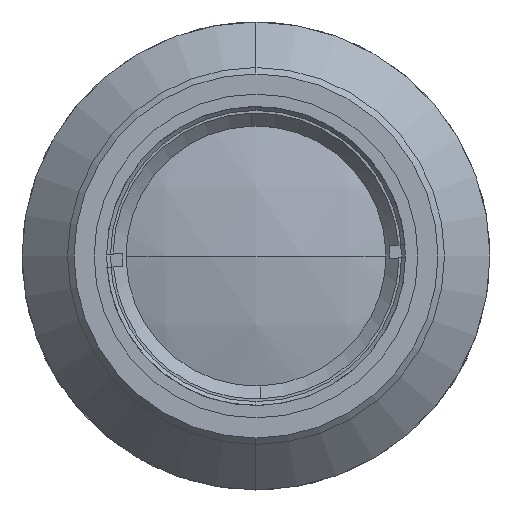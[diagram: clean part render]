
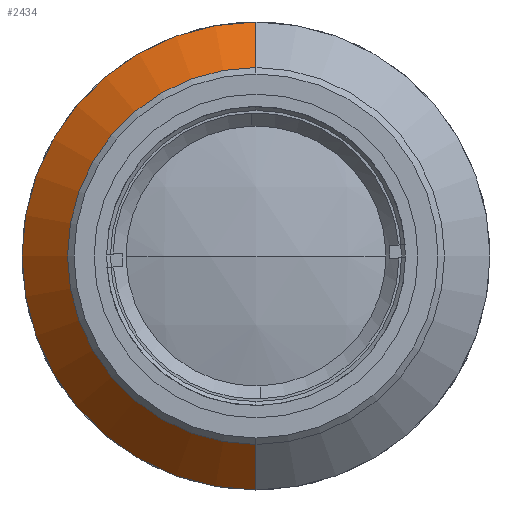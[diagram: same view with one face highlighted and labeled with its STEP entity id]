
A CAD part, left-side view. The second image highlights one B-rep face of the part: STEP entity #2434.
In plain terms, the highlighted conical face has half-angle 45 degrees and reference radius 18 mm.
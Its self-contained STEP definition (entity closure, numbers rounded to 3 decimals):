
#122 = CIRCLE ( 'NONE', #4696, 14.5 ) ;
#255 = VERTEX_POINT ( 'NONE', #2366 ) ;
#280 = DIRECTION ( 'NONE',  ( 0.707, 0., 0.707 ) ) ;
#341 = DIRECTION ( 'NONE',  ( -1., 0., 0. ) ) ;
#372 = DIRECTION ( 'NONE',  ( 0., 0., -1. ) ) ;
#497 = EDGE_CURVE ( 'NONE', #3520, #255, #4617, .T. ) ;
#659 = EDGE_CURVE ( 'NONE', #3175, #4598, #122, .T. ) ;
#700 = DIRECTION ( 'NONE',  ( 0.707, 0., -0.707 ) ) ;
#777 = CONICAL_SURFACE ( 'NONE', #853, 18., 0.785 ) ;
#853 = AXIS2_PLACEMENT_3D ( 'NONE', #2248, #3757, #372 ) ;
#1157 = ORIENTED_EDGE ( 'NONE', *, *, #2221, .T. ) ;
#1851 = CARTESIAN_POINT ( 'NONE',  ( 23.499, 0., -18. ) ) ;
#1878 = FACE_OUTER_BOUND ( 'NONE', #3057, .T. ) ;
#2172 = EDGE_CURVE ( 'NONE', #4598, #255, #3667, .T. ) ;
#2182 = LINE ( 'NONE', #4376, #4553 ) ;
#2221 = EDGE_CURVE ( 'NONE', #3175, #3520, #2182, .T. ) ;
#2248 = CARTESIAN_POINT ( 'NONE',  ( 23.499, 0., 0. ) ) ;
#2333 = DIRECTION ( 'NONE',  ( -1., 0., 0. ) ) ;
#2366 = CARTESIAN_POINT ( 'NONE',  ( 23.499, 0., -18. ) ) ;
#2434 = ADVANCED_FACE ( 'NONE', ( #1878 ), #777, .T. ) ;
#2501 = CARTESIAN_POINT ( 'NONE',  ( 19.999, 0., 14.5 ) ) ;
#2711 = DIRECTION ( 'NONE',  ( 0., 0., 1. ) ) ;
#2742 = VECTOR ( 'NONE', #700, 1000. ) ;
#2806 = AXIS2_PLACEMENT_3D ( 'NONE', #4556, #341, #2711 ) ;
#3024 = CARTESIAN_POINT ( 'NONE',  ( 23.499, 0., 18. ) ) ;
#3057 = EDGE_LOOP ( 'NONE', ( #4251, #1157, #3606, #4750 ) ) ;
#3175 = VERTEX_POINT ( 'NONE', #2501 ) ;
#3201 = CARTESIAN_POINT ( 'NONE',  ( 19.999, 0., 0. ) ) ;
#3520 = VERTEX_POINT ( 'NONE', #3024 ) ;
#3523 = DIRECTION ( 'NONE',  ( 0., 0., 1. ) ) ;
#3606 = ORIENTED_EDGE ( 'NONE', *, *, #497, .T. ) ;
#3667 = LINE ( 'NONE', #1851, #2742 ) ;
#3757 = DIRECTION ( 'NONE',  ( 1., 0., 0. ) ) ;
#3929 = CARTESIAN_POINT ( 'NONE',  ( 19.999, 0., -14.5 ) ) ;
#4251 = ORIENTED_EDGE ( 'NONE', *, *, #659, .F. ) ;
#4376 = CARTESIAN_POINT ( 'NONE',  ( 23.499, 0., 18. ) ) ;
#4553 = VECTOR ( 'NONE', #280, 1000. ) ;
#4556 = CARTESIAN_POINT ( 'NONE',  ( 23.499, 0., 0. ) ) ;
#4598 = VERTEX_POINT ( 'NONE', #3929 ) ;
#4617 = CIRCLE ( 'NONE', #2806, 18. ) ;
#4696 = AXIS2_PLACEMENT_3D ( 'NONE', #3201, #2333, #3523 ) ;
#4750 = ORIENTED_EDGE ( 'NONE', *, *, #2172, .F. ) ;
